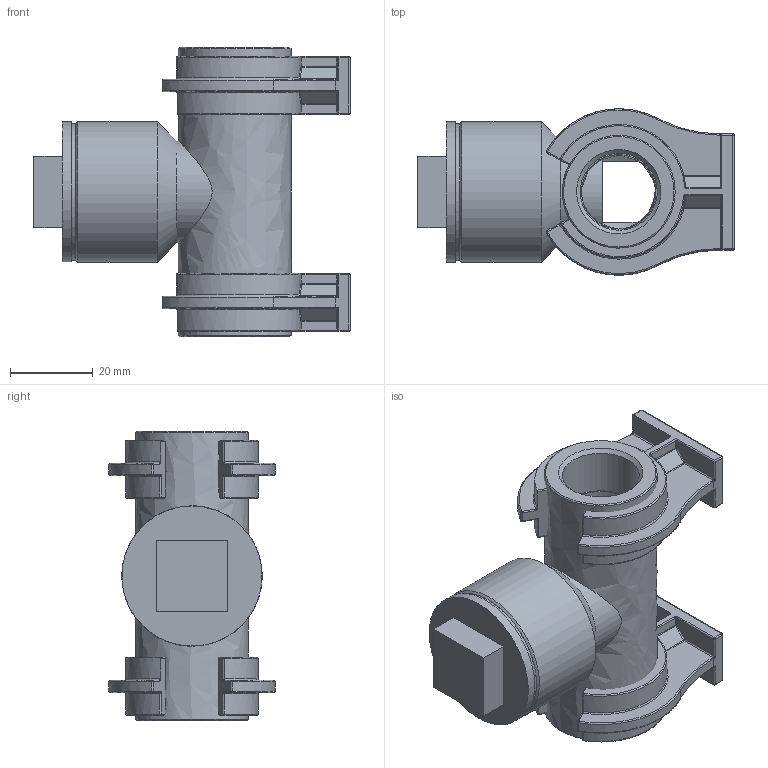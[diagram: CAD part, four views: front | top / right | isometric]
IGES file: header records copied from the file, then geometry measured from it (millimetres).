
Global section: file name: V758-IS; native system: Autodesk Inventor 2016; preprocessor: unknown; author: A.PRICE; date: 20160518.140627; units: millimetre
Bounding box: 76.51 x 40.2 x 70 mm (x, y, z)
Volume: 49167.5 mm3; surface area: 32305.4 mm2
Topology: 6 solids, 6 shells, 398 faces, 930 edges, 487 vertices
Faces by surface type: bspline 398
